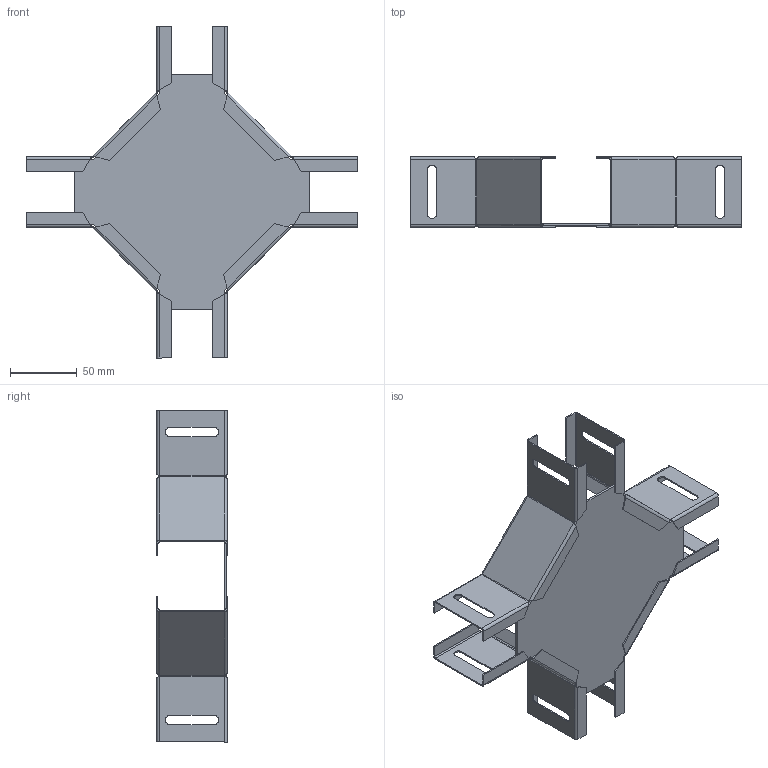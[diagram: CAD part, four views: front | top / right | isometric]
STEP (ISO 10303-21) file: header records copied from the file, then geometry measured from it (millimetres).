
FILE_DESCRIPTION (( 'STEP AP214' ), '1' );
FILE_NAME ('6074921_KSTP1.stp', '2018-04-19T05:16:44', ( '' ), ( '' ), 'SwSTEP 2.0', 'SolidWorks 2016', '' );
FILE_SCHEMA (( 'AUTOMOTIVE_DESIGN' ));
Length unit declared in the file: millimetre
Products named in the file (3): 001238_Standard; 6074921_KSTP1; 001247_Standard
Assembly tree (5 placements, depth 2):
  6074921_KSTP1
    001247_Standard
    001238_Standard  x4
Bounding box: 249 x 53 x 249 mm (x, y, z)
Volume: 74336.9 mm3; surface area: 132665.3 mm2
Topology: 5 solids, 5 shells, 378 faces, 848 edges, 480 vertices
Faces by surface type: plane 234, cylinder 80, bspline 64
Entity records: 3294 total; most frequent: CARTESIAN_POINT 912, ORIENTED_EDGE 496, DIRECTION 404, EDGE_CURVE 248, LINE 172, VECTOR 172, VERTEX_POINT 144, AXIS2_PLACEMENT_3D 116
